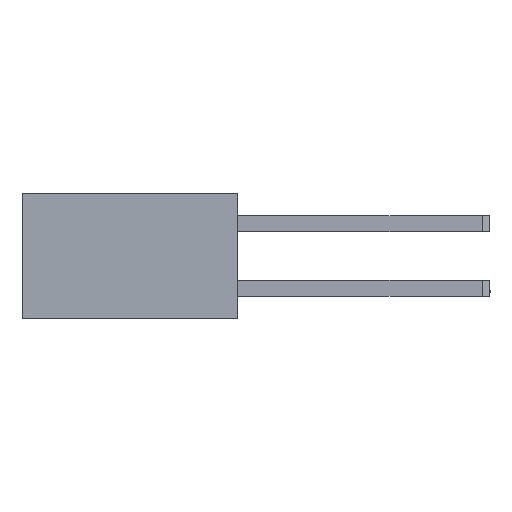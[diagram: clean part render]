
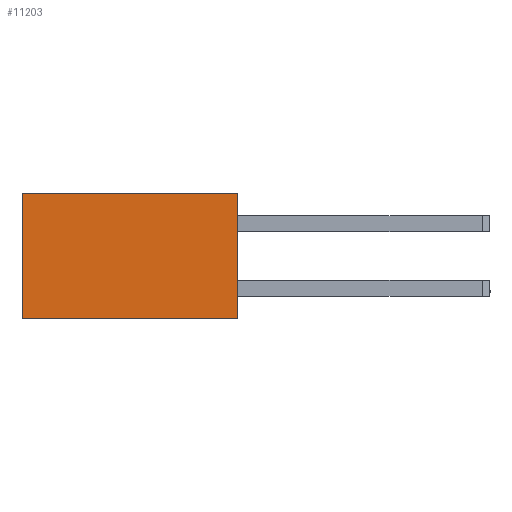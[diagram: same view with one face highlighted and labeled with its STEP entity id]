
A CAD part, left-side view. The second image highlights one B-rep face of the part: STEP entity #11203.
In plain terms, the highlighted planar face has unit normal (-1, 0, 0).
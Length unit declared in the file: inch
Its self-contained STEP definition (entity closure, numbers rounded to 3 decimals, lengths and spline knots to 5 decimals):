
#2583=ORIENTED_EDGE('',*,*,#4596,.T.);
#2584=ORIENTED_EDGE('',*,*,#4063,.F.);
#2585=ORIENTED_EDGE('',*,*,#4635,.F.);
#2586=ORIENTED_EDGE('',*,*,#4055,.T.);
#4055=EDGE_CURVE('',#5320,#5319,#6635,.T.);
#4063=EDGE_CURVE('',#5327,#5328,#6643,.T.);
#4596=EDGE_CURVE('',#5319,#5328,#7176,.T.);
#4635=EDGE_CURVE('',#5320,#5327,#7215,.T.);
#5319=VERTEX_POINT('',#16418);
#5320=VERTEX_POINT('',#16420);
#5327=VERTEX_POINT('',#16435);
#5328=VERTEX_POINT('',#16437);
#6635=LINE('',#16419,#8183);
#6643=LINE('',#16436,#8191);
#7176=LINE('',#17501,#8724);
#7215=LINE('',#17560,#8763);
#8183=VECTOR('',#13431,39.37008);
#8191=VECTOR('',#13441,39.37008);
#8724=VECTOR('',#14280,39.37008);
#8763=VECTOR('',#14359,39.37008);
#9339=EDGE_LOOP('',(#2583,#2584,#2585,#2586));
#10011=FACE_BOUND('',#9339,.T.);
#10645=PLANE('',#11788);
#11203=ADVANCED_FACE('',(#10011),#10645,.F.);
#11788=AXIS2_PLACEMENT_3D('',#17559,#14357,#14358);
#13431=DIRECTION('',(0.,-1.,0.));
#13441=DIRECTION('',(0.,-1.,0.));
#14280=DIRECTION('',(0.,0.,1.));
#14357=DIRECTION('',(1.,0.,0.));
#14358=DIRECTION('',(0.,0.,-1.));
#14359=DIRECTION('',(0.,0.,1.));
#16418=CARTESIAN_POINT('',(-0.96,0.,-0.0975));
#16419=CARTESIAN_POINT('',(-0.96,0.335,-0.0975));
#16420=CARTESIAN_POINT('',(-0.96,0.335,-0.0975));
#16435=CARTESIAN_POINT('',(-0.96,0.335,0.0975));
#16436=CARTESIAN_POINT('',(-0.96,0.335,0.0975));
#16437=CARTESIAN_POINT('',(-0.96,0.,0.0975));
#17501=CARTESIAN_POINT('',(-0.96,0.,-0.0975));
#17559=CARTESIAN_POINT('',(-0.96,0.335,-0.0975));
#17560=CARTESIAN_POINT('',(-0.96,0.335,-0.0975));
